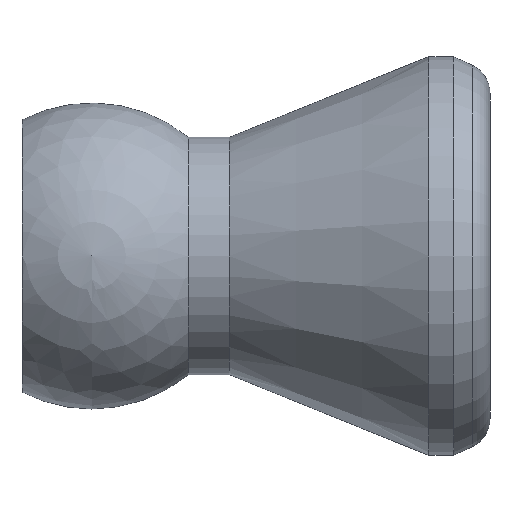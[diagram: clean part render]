
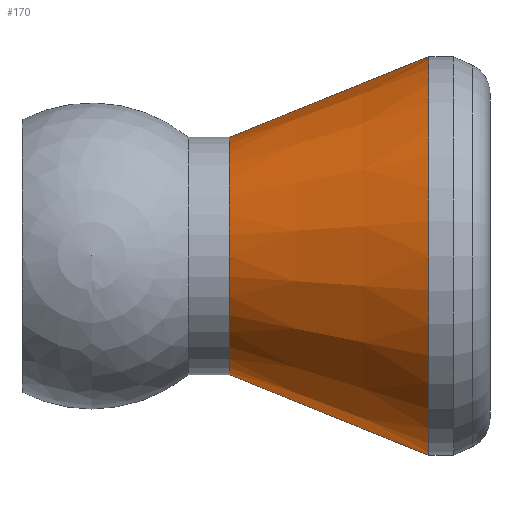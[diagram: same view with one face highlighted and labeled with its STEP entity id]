
A CAD part, front view. The second image highlights one B-rep face of the part: STEP entity #170.
In plain terms, the highlighted conical face has half-angle 22 degrees and reference radius 8.191 mm.
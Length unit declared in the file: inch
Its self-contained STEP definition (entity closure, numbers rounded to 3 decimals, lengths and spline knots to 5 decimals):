
#162 = ORIENTED_EDGE ( 'NONE', *, *, #176, .F. ) ;
#166 = ORIENTED_EDGE ( 'NONE', *, *, #168, .T. ) ;
#168 = EDGE_CURVE ( 'NONE', #273, #277, #459, .T. ) ;
#169 = ORIENTED_EDGE ( 'NONE', *, *, #196, .T. ) ;
#170 = ADVANCED_FACE ( 'NONE', ( #455 ), #454, .T. ) ;
#171 = ORIENTED_EDGE ( 'NONE', *, *, #215, .F. ) ;
#172 = EDGE_LOOP ( 'NONE', ( #171, #166, #169, #162 ) ) ;
#176 = EDGE_CURVE ( 'NONE', #216, #217, #442, .T. ) ;
#196 = EDGE_CURVE ( 'NONE', #277, #217, #530, .T. ) ;
#215 = EDGE_CURVE ( 'NONE', #273, #216, #552, .T. ) ;
#216 = VERTEX_POINT ( 'NONE', #548 ) ;
#217 = VERTEX_POINT ( 'NONE', #547 ) ;
#273 = VERTEX_POINT ( 'NONE', #639 ) ;
#277 = VERTEX_POINT ( 'NONE', #634 ) ;
#434 = DIRECTION ( 'NONE',  ( 0., 0., -1. ) ) ;
#435 = DIRECTION ( 'NONE',  ( 1., 0., 0. ) ) ;
#436 = CARTESIAN_POINT ( 'NONE',  ( -0.099, 0., 0. ) ) ;
#437 = AXIS2_PLACEMENT_3D ( 'NONE', #436, #435, #434 ) ;
#442 = CIRCLE ( 'NONE', #437, 0.3225 ) ;
#449 = DIRECTION ( 'NONE',  ( 0., 0., -1. ) ) ;
#450 = DIRECTION ( 'NONE',  ( 1., 0., 0. ) ) ;
#451 = CARTESIAN_POINT ( 'NONE',  ( -0.099, 0., 0. ) ) ;
#452 = AXIS2_PLACEMENT_3D ( 'NONE', #451, #450, #449 ) ;
#454 = CONICAL_SURFACE ( 'NONE', #452, 0.3225, 0.384 ) ;
#455 = FACE_OUTER_BOUND ( 'NONE', #172, .T. ) ;
#456 = DIRECTION ( 'NONE',  ( 0., 0., -1. ) ) ;
#457 = DIRECTION ( 'NONE',  ( 1., 0., 0. ) ) ;
#458 = AXIS2_PLACEMENT_3D ( 'NONE', #464, #457, #456 ) ;
#459 = CIRCLE ( 'NONE', #458, 0.192 ) ;
#464 = CARTESIAN_POINT ( 'NONE',  ( -0.422, 0., 0. ) ) ;
#527 = DIRECTION ( 'NONE',  ( 0.927, 0., -0.375 ) ) ;
#528 = VECTOR ( 'NONE', #527, 39.37008 ) ;
#529 = CARTESIAN_POINT ( 'NONE',  ( -0.099, 0., -0.3225 ) ) ;
#530 = LINE ( 'NONE', #529, #528 ) ;
#547 = CARTESIAN_POINT ( 'NONE',  ( -0.099, 0., -0.3225 ) ) ;
#548 = CARTESIAN_POINT ( 'NONE',  ( -0.099, 0., 0.3225 ) ) ;
#549 = DIRECTION ( 'NONE',  ( 0.927, 0., 0.375 ) ) ;
#550 = VECTOR ( 'NONE', #549, 39.37008 ) ;
#551 = CARTESIAN_POINT ( 'NONE',  ( -0.099, 0., 0.3225 ) ) ;
#552 = LINE ( 'NONE', #551, #550 ) ;
#634 = CARTESIAN_POINT ( 'NONE',  ( -0.422, 0., -0.192 ) ) ;
#639 = CARTESIAN_POINT ( 'NONE',  ( -0.422, 0., 0.192 ) ) ;
